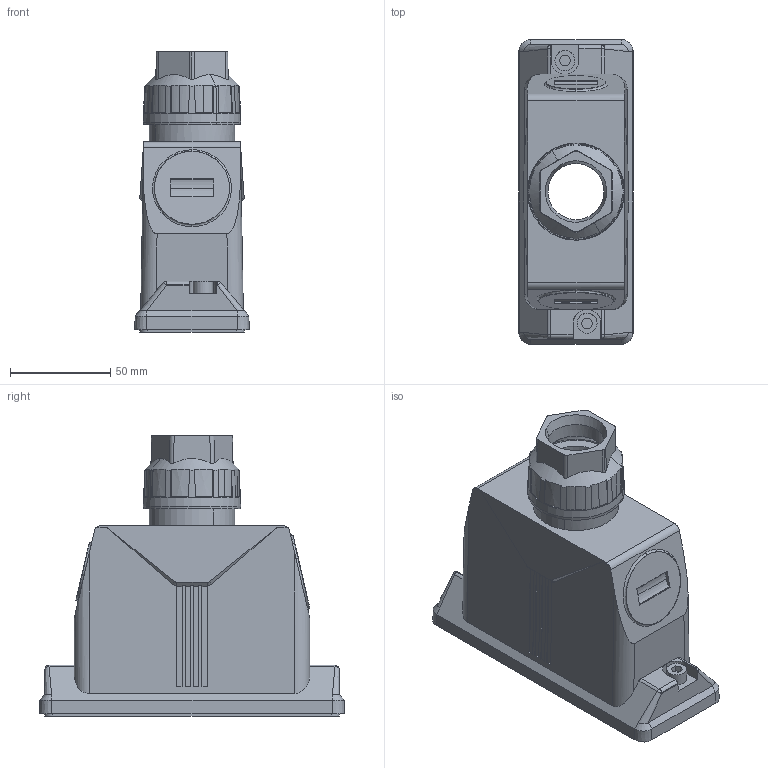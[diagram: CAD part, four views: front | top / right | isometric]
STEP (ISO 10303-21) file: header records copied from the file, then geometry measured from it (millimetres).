
FILE_DESCRIPTION(('CATIA V5 STEP Exchange','CAx-IF Rec.Pracs.--- Model Styling and Organization---1.4--- 2014-01-23'),'2;1');
FILE_NAME ('1201192-4_1', '2020-03-04T09:16:28+00:00', ('none'), ('Weidmueller'), 'CATIA Version 5-6 Release 2016 SP3 HF44', 'CATIA V5 STEP AP214', 'none');
FILE_SCHEMA(('AUTOMOTIVE_DESIGN { 1 0 10303 214 1 1 1 1 }'));
Length unit declared in the file: millimetre
Products named in the file (1): 2716740000
Bounding box: 57 x 152 x 139.77 mm (x, y, z)
Volume: 152735.7 mm3; surface area: 94296.3 mm2
Topology: 3 solids, 3 shells, 459 faces, 1277 edges, 837 vertices
Faces by surface type: plane 284, cylinder 116, cone 42, torus 8, sphere 5, bspline 4
Entity records: 15675 total; most frequent: CARTESIAN_POINT 4474, ORIENTED_EDGE 2544, DIRECTION 1891, EDGE_CURVE 1272, VERTEX_POINT 837, VECTOR 799, LINE 799, AXIS2_PLACEMENT_3D 680
